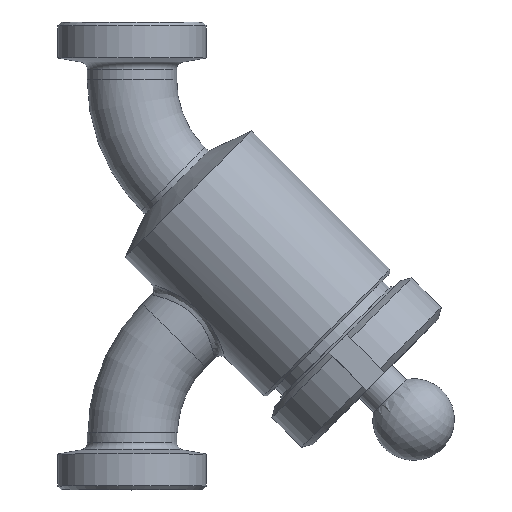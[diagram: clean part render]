
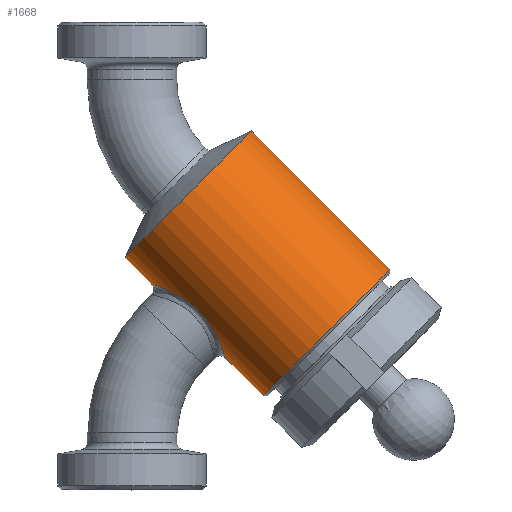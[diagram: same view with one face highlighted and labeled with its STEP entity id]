
A CAD part, top view. The second image highlights one B-rep face of the part: STEP entity #1668.
In plain terms, the highlighted cylindrical face has radius 35 mm (diameter 70 mm), a full revolution.
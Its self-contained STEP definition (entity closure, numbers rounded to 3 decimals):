
#90=B_SPLINE_CURVE_WITH_KNOTS('',3,(#3145,#3146,#3147,#3148,#3149,#3150,
#3151,#3152,#3153,#3154,#3155,#3156,#3157,#3158,#3159,#3160,#3161,#3162,
#3163,#3164),.UNSPECIFIED.,.T.,.F.,(4,1,1,1,1,1,1,1,1,1,1,1,1,1,1,1,1,4),
(-10.763,-9.994,-9.225,-8.457,
-7.688,-7.303,-6.919,-6.15,
-5.638,-5.125,-4.613,-4.1,
-3.588,-3.075,-2.306,-1.538,
-0.769,0.),.UNSPECIFIED.);
#260=FACE_BOUND('',#598,.T.);
#261=FACE_BOUND('',#599,.T.);
#386=FACE_OUTER_BOUND('',#597,.T.);
#597=EDGE_LOOP('',(#1355));
#598=EDGE_LOOP('',(#1356));
#599=EDGE_LOOP('',(#1357));
#716=CIRCLE('',#1880,35.);
#720=CIRCLE('',#1887,35.);
#855=VERTEX_POINT('',#2986);
#859=VERTEX_POINT('',#2997);
#867=VERTEX_POINT('',#3122);
#1022=EDGE_CURVE('',#855,#855,#716,.T.);
#1026=EDGE_CURVE('',#859,#859,#720,.T.);
#1036=EDGE_CURVE('',#867,#867,#90,.T.);
#1355=ORIENTED_EDGE('',*,*,#1022,.F.);
#1356=ORIENTED_EDGE('',*,*,#1026,.F.);
#1357=ORIENTED_EDGE('',*,*,#1036,.F.);
#1419=CYLINDRICAL_SURFACE('',#1906,35.);
#1668=ADVANCED_FACE('',(#386,#260,#261),#1419,.T.);
#1880=AXIS2_PLACEMENT_3D('',#2987,#2329,#2330);
#1887=AXIS2_PLACEMENT_3D('',#2998,#2343,#2344);
#1906=AXIS2_PLACEMENT_3D('',#3166,#2381,#2382);
#2329=DIRECTION('center_axis',(-0.707,0.707,0.));
#2330=DIRECTION('ref_axis',(0.567,0.567,0.598));
#2343=DIRECTION('center_axis',(0.707,-0.707,0.));
#2344=DIRECTION('ref_axis',(0.186,0.186,-0.965));
#2381=DIRECTION('center_axis',(0.707,-0.707,0.));
#2382=DIRECTION('ref_axis',(0.,0.,
1.));
#2986=CARTESIAN_POINT('',(-23.727,117.006,20.939));
#2987=CARTESIAN_POINT('Origin',(-43.558,97.174,0.));
#2997=CARTESIAN_POINT('',(4.112,36.472,33.765));
#2998=CARTESIAN_POINT('Origin',(10.628,42.988,0.));
#3122=CARTESIAN_POINT('',(-39.555,51.495,18.882));
#3145=CARTESIAN_POINT('Ctrl Pts',(-39.552,51.498,18.887));
#3146=CARTESIAN_POINT('Ctrl Pts',(-41.756,53.703,18.887));
#3147=CARTESIAN_POINT('Ctrl Pts',(-46.812,57.439,17.507));
#3148=CARTESIAN_POINT('Ctrl Pts',(-53.744,60.618,12.238));
#3149=CARTESIAN_POINT('Ctrl Pts',(-58.136,62.146,4.446));
#3150=CARTESIAN_POINT('Ctrl Pts',(-58.14,62.143,-2.972));
#3151=CARTESIAN_POINT('Ctrl Pts',(-55.927,61.379,-8.373));
#3152=CARTESIAN_POINT('Ctrl Pts',(-52.58,60.087,-13.112));
#3153=CARTESIAN_POINT('Ctrl Pts',(-47.566,57.773,-16.935));
#3154=CARTESIAN_POINT('Ctrl Pts',(-41.773,53.772,-18.951));
#3155=CARTESIAN_POINT('Ctrl Pts',(-37.279,49.282,-18.954));
#3156=CARTESIAN_POINT('Ctrl Pts',(-33.85,44.315,-17.225));
#3157=CARTESIAN_POINT('Ctrl Pts',(-31.454,39.607,-14.047));
#3158=CARTESIAN_POINT('Ctrl Pts',(-29.899,35.776,-9.692));
#3159=CARTESIAN_POINT('Ctrl Pts',(-28.906,32.913,-3.471));
#3160=CARTESIAN_POINT('Ctrl Pts',(-28.905,32.913,4.45));
#3161=CARTESIAN_POINT('Ctrl Pts',(-30.432,37.307,12.236));
#3162=CARTESIAN_POINT('Ctrl Pts',(-33.611,44.238,17.509));
#3163=CARTESIAN_POINT('Ctrl Pts',(-37.347,49.294,18.886));
#3164=CARTESIAN_POINT('Ctrl Pts',(-39.552,51.498,18.887));
#3166=CARTESIAN_POINT('Origin',(-14.828,68.444,0.));
